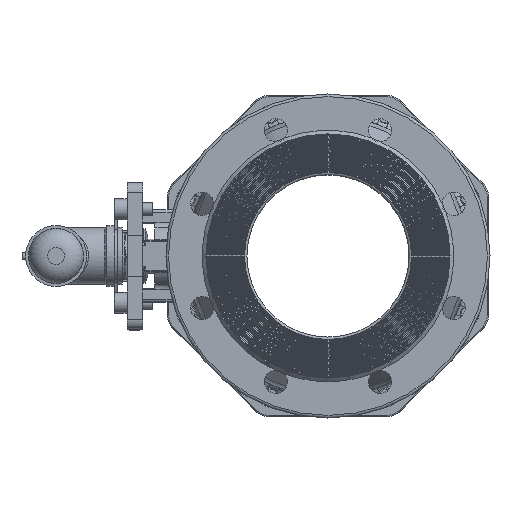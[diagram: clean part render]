
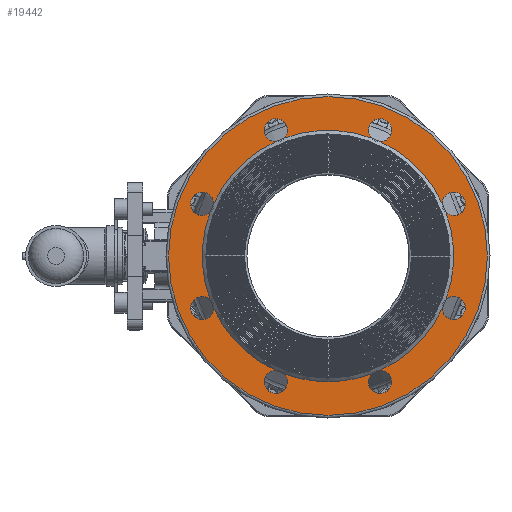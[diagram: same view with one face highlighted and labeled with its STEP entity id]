
A CAD part, left-side view. The second image highlights one B-rep face of the part: STEP entity #19442.
In plain terms, the highlighted planar face has unit normal (-1, 0, 0).
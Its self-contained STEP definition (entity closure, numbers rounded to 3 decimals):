
#7935=ORIENTED_EDGE('',*,*,#11518,.T.);
#7936=ORIENTED_EDGE('',*,*,#11519,.F.);
#7937=ORIENTED_EDGE('',*,*,#11520,.F.);
#7938=ORIENTED_EDGE('',*,*,#11521,.F.);
#7939=ORIENTED_EDGE('',*,*,#11522,.F.);
#7940=ORIENTED_EDGE('',*,*,#11523,.F.);
#7941=ORIENTED_EDGE('',*,*,#11524,.F.);
#7942=ORIENTED_EDGE('',*,*,#11525,.F.);
#7943=ORIENTED_EDGE('',*,*,#11526,.F.);
#7944=ORIENTED_EDGE('',*,*,#11527,.F.);
#7945=ORIENTED_EDGE('',*,*,#11528,.F.);
#7946=ORIENTED_EDGE('',*,*,#11529,.F.);
#7947=ORIENTED_EDGE('',*,*,#11530,.F.);
#7948=ORIENTED_EDGE('',*,*,#11531,.F.);
#7949=ORIENTED_EDGE('',*,*,#11532,.F.);
#7950=ORIENTED_EDGE('',*,*,#11533,.F.);
#7951=ORIENTED_EDGE('',*,*,#11534,.F.);
#11518=EDGE_CURVE('',#13477,#13477,#14436,.T.);
#11519=EDGE_CURVE('',#13452,#13455,#14437,.T.);
#11520=EDGE_CURVE('',#13453,#13452,#14438,.T.);
#11521=EDGE_CURVE('',#13466,#13453,#14439,.T.);
#11522=EDGE_CURVE('',#13467,#13466,#14440,.T.);
#11523=EDGE_CURVE('',#13464,#13467,#14441,.T.);
#11524=EDGE_CURVE('',#13465,#13464,#14442,.T.);
#11525=EDGE_CURVE('',#13462,#13465,#14443,.T.);
#11526=EDGE_CURVE('',#13463,#13462,#14444,.T.);
#11527=EDGE_CURVE('',#13460,#13463,#14445,.T.);
#11528=EDGE_CURVE('',#13461,#13460,#14446,.T.);
#11529=EDGE_CURVE('',#13458,#13461,#14447,.T.);
#11530=EDGE_CURVE('',#13459,#13458,#14448,.T.);
#11531=EDGE_CURVE('',#13456,#13459,#14449,.T.);
#11532=EDGE_CURVE('',#13457,#13456,#14450,.T.);
#11533=EDGE_CURVE('',#13454,#13457,#14451,.T.);
#11534=EDGE_CURVE('',#13455,#13454,#14452,.T.);
#13452=VERTEX_POINT('',#73369);
#13453=VERTEX_POINT('',#73370);
#13454=VERTEX_POINT('',#73374);
#13455=VERTEX_POINT('',#73375);
#13456=VERTEX_POINT('',#73379);
#13457=VERTEX_POINT('',#73380);
#13458=VERTEX_POINT('',#73384);
#13459=VERTEX_POINT('',#73385);
#13460=VERTEX_POINT('',#73389);
#13461=VERTEX_POINT('',#73390);
#13462=VERTEX_POINT('',#73394);
#13463=VERTEX_POINT('',#73395);
#13464=VERTEX_POINT('',#73399);
#13465=VERTEX_POINT('',#73400);
#13466=VERTEX_POINT('',#73404);
#13467=VERTEX_POINT('',#73405);
#13477=VERTEX_POINT('',#73429);
#14436=CIRCLE('',#21456,123.);
#14437=CIRCLE('',#21457,97.);
#14438=CIRCLE('',#21458,9.);
#14439=CIRCLE('',#21459,97.);
#14440=CIRCLE('',#21460,9.);
#14441=CIRCLE('',#21461,97.);
#14442=CIRCLE('',#21462,9.);
#14443=CIRCLE('',#21463,97.);
#14444=CIRCLE('',#21464,9.);
#14445=CIRCLE('',#21465,97.);
#14446=CIRCLE('',#21466,9.);
#14447=CIRCLE('',#21467,97.);
#14448=CIRCLE('',#21468,9.);
#14449=CIRCLE('',#21469,97.);
#14450=CIRCLE('',#21470,9.);
#14451=CIRCLE('',#21471,97.);
#14452=CIRCLE('',#21472,9.);
#15911=EDGE_LOOP('',(#7935));
#15912=EDGE_LOOP('',(#7936,#7937,#7938,#7939,#7940,#7941,#7942,#7943,#7944,
#7945,#7946,#7947,#7948,#7949,#7950,#7951));
#17609=FACE_BOUND('',#15911,.T.);
#17610=FACE_BOUND('',#15912,.T.);
#18368=PLANE('',#21455);
#19442=ADVANCED_FACE('',(#17609,#17610),#18368,.F.);
#21455=AXIS2_PLACEMENT_3D('',#73427,#26008,#26009);
#21456=AXIS2_PLACEMENT_3D('',#73428,#26010,#26011);
#21457=AXIS2_PLACEMENT_3D('',#73430,#26012,#26013);
#21458=AXIS2_PLACEMENT_3D('',#73431,#26014,#26015);
#21459=AXIS2_PLACEMENT_3D('',#73432,#26016,#26017);
#21460=AXIS2_PLACEMENT_3D('',#73433,#26018,#26019);
#21461=AXIS2_PLACEMENT_3D('',#73434,#26020,#26021);
#21462=AXIS2_PLACEMENT_3D('',#73435,#26022,#26023);
#21463=AXIS2_PLACEMENT_3D('',#73436,#26024,#26025);
#21464=AXIS2_PLACEMENT_3D('',#73437,#26026,#26027);
#21465=AXIS2_PLACEMENT_3D('',#73438,#26028,#26029);
#21466=AXIS2_PLACEMENT_3D('',#73439,#26030,#26031);
#21467=AXIS2_PLACEMENT_3D('',#73440,#26032,#26033);
#21468=AXIS2_PLACEMENT_3D('',#73441,#26034,#26035);
#21469=AXIS2_PLACEMENT_3D('',#73442,#26036,#26037);
#21470=AXIS2_PLACEMENT_3D('',#73443,#26038,#26039);
#21471=AXIS2_PLACEMENT_3D('',#73444,#26040,#26041);
#21472=AXIS2_PLACEMENT_3D('',#73445,#26042,#26043);
#26008=DIRECTION('',(1.,0.,0.));
#26009=DIRECTION('',(0.,0.,-1.));
#26010=DIRECTION('',(-1.,0.,0.));
#26011=DIRECTION('',(0.,0.,1.));
#26012=DIRECTION('',(-1.,0.,0.));
#26013=DIRECTION('',(0.,0.,1.));
#26014=DIRECTION('',(-1.,0.,0.));
#26015=DIRECTION('',(0.,0.,1.));
#26016=DIRECTION('',(-1.,0.,0.));
#26017=DIRECTION('',(0.,0.,1.));
#26018=DIRECTION('',(-1.,0.,0.));
#26019=DIRECTION('',(0.,0.,1.));
#26020=DIRECTION('',(-1.,0.,0.));
#26021=DIRECTION('',(0.,0.,1.));
#26022=DIRECTION('',(-1.,0.,0.));
#26023=DIRECTION('',(0.,0.,1.));
#26024=DIRECTION('',(-1.,0.,0.));
#26025=DIRECTION('',(0.,0.,1.));
#26026=DIRECTION('',(-1.,0.,0.));
#26027=DIRECTION('',(0.,0.,1.));
#26028=DIRECTION('',(-1.,0.,0.));
#26029=DIRECTION('',(0.,0.,1.));
#26030=DIRECTION('',(-1.,0.,0.));
#26031=DIRECTION('',(0.,0.,1.));
#26032=DIRECTION('',(-1.,0.,0.));
#26033=DIRECTION('',(0.,0.,1.));
#26034=DIRECTION('',(-1.,0.,0.));
#26035=DIRECTION('',(0.,0.,1.));
#26036=DIRECTION('',(-1.,0.,0.));
#26037=DIRECTION('',(0.,0.,1.));
#26038=DIRECTION('',(-1.,0.,0.));
#26039=DIRECTION('',(0.,0.,1.));
#26040=DIRECTION('',(-1.,0.,0.));
#26041=DIRECTION('',(0.,0.,1.));
#26042=DIRECTION('',(-1.,0.,0.));
#26043=DIRECTION('',(0.,0.,1.));
#73369=CARTESIAN_POINT('',(4.3,88.025,-40.75));
#73370=CARTESIAN_POINT('',(4.3,91.058,-33.429));
#73374=CARTESIAN_POINT('',(4.3,33.429,-91.058));
#73375=CARTESIAN_POINT('',(4.3,40.75,-88.025));
#73379=CARTESIAN_POINT('',(4.3,-40.75,-88.025));
#73380=CARTESIAN_POINT('',(4.3,-33.429,-91.058));
#73384=CARTESIAN_POINT('',(4.3,-91.058,-33.429));
#73385=CARTESIAN_POINT('',(4.3,-88.025,-40.75));
#73389=CARTESIAN_POINT('',(4.3,-88.025,40.75));
#73390=CARTESIAN_POINT('',(4.3,-91.058,33.429));
#73394=CARTESIAN_POINT('',(4.3,-33.429,91.058));
#73395=CARTESIAN_POINT('',(4.3,-40.75,88.025));
#73399=CARTESIAN_POINT('',(4.3,40.75,88.025));
#73400=CARTESIAN_POINT('',(4.3,33.429,91.058));
#73404=CARTESIAN_POINT('',(4.3,91.058,33.429));
#73405=CARTESIAN_POINT('',(4.3,88.025,40.75));
#73427=CARTESIAN_POINT('',(4.3,97.,0.));
#73428=CARTESIAN_POINT('',(4.3,0.,0.));
#73429=CARTESIAN_POINT('',(4.3,0.,123.));
#73430=CARTESIAN_POINT('',(4.3,0.,0.));
#73431=CARTESIAN_POINT('',(4.3,97.007,-40.182));
#73432=CARTESIAN_POINT('',(4.3,0.,0.));
#73433=CARTESIAN_POINT('',(4.3,97.007,40.182));
#73434=CARTESIAN_POINT('',(4.3,0.,0.));
#73435=CARTESIAN_POINT('',(4.3,40.182,97.007));
#73436=CARTESIAN_POINT('',(4.3,0.,0.));
#73437=CARTESIAN_POINT('',(4.3,-40.182,97.007));
#73438=CARTESIAN_POINT('',(4.3,0.,0.));
#73439=CARTESIAN_POINT('',(4.3,-97.007,40.182));
#73440=CARTESIAN_POINT('',(4.3,0.,0.));
#73441=CARTESIAN_POINT('',(4.3,-97.007,-40.182));
#73442=CARTESIAN_POINT('',(4.3,0.,0.));
#73443=CARTESIAN_POINT('',(4.3,-40.182,-97.007));
#73444=CARTESIAN_POINT('',(4.3,0.,0.));
#73445=CARTESIAN_POINT('',(4.3,40.182,-97.007));
